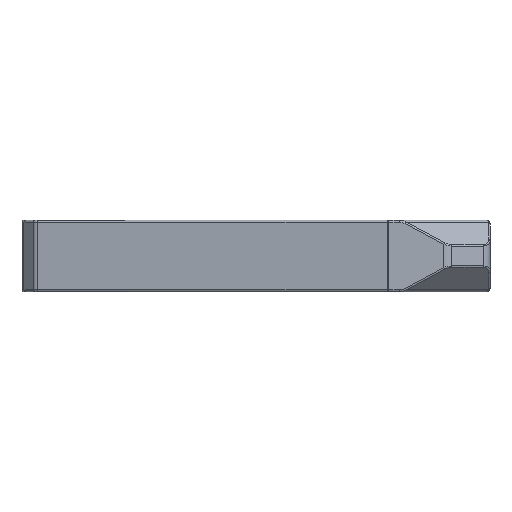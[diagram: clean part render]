
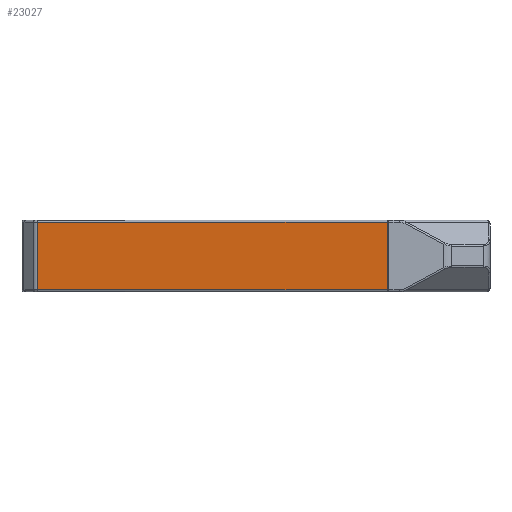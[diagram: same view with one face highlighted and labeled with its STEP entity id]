
A CAD part, front view. The second image highlights one B-rep face of the part: STEP entity #23027.
In plain terms, the highlighted planar face has unit normal (-0.108, -0.994, 0).
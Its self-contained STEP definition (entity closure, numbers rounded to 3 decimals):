
#12026=CARTESIAN_POINT('',(-4.41,-36.383,7.4));
#12027=VERTEX_POINT('',#12026);
#12398=CARTESIAN_POINT('',(-81.269,-28.057,7.4));
#12399=VERTEX_POINT('',#12398);
#12407=CARTESIAN_POINT('',(12191.41,-1357.462,7.4));
#12408=DIRECTION('',(-0.994,0.108,-0.));
#12409=VECTOR('',#12408,24690.);
#12410=LINE('',#12407,#12409);
#12411=EDGE_CURVE('',#12027,#12399,#12410,.T.);
#19525=CARTESIAN_POINT('',(-4.41,-36.383,-7.4));
#19526=VERTEX_POINT('',#19525);
#19592=CARTESIAN_POINT('',(-81.269,-28.057,-7.4));
#19593=VERTEX_POINT('',#19592);
#19603=CARTESIAN_POINT('',(-12532.159,1320.652,-7.4));
#19604=DIRECTION('',(0.994,-0.108,0.));
#19605=VECTOR('',#19604,24690.);
#19606=LINE('',#19603,#19605);
#19607=EDGE_CURVE('',#19593,#19526,#19606,.T.);
#22375=CARTESIAN_POINT('',(-81.269,-28.057,12352.9));
#22376=DIRECTION('',(-0.,-0.,-1.));
#22377=VECTOR('',#22376,24690.);
#22378=LINE('',#22375,#22377);
#22379=EDGE_CURVE('',#12399,#19593,#22378,.T.);
#22484=CARTESIAN_POINT('',(-4.41,-36.383,-12337.1));
#22485=DIRECTION('',(0.,0.,1.));
#22486=VECTOR('',#22485,24690.);
#22487=LINE('',#22484,#22486);
#22488=EDGE_CURVE('',#19526,#12027,#22487,.T.);
#23016=CARTESIAN_POINT('',(-81.795,-28.,7.9));
#23017=DIRECTION('',(0.108,0.994,0.));
#23018=DIRECTION('',(0.994,-0.108,0.));
#23019=AXIS2_PLACEMENT_3D('',#23016,#23017,#23018);
#23020=PLANE('',#23019);
#23021=ORIENTED_EDGE('',*,*,#22488,.T.);
#23022=ORIENTED_EDGE('',*,*,#12411,.T.);
#23023=ORIENTED_EDGE('',*,*,#22379,.T.);
#23024=ORIENTED_EDGE('',*,*,#19607,.T.);
#23025=EDGE_LOOP('',(#23021,#23022,#23023,#23024));
#23026=FACE_BOUND('',#23025,.T.);
#23027=ADVANCED_FACE('',(#23026),#23020,.F.);
